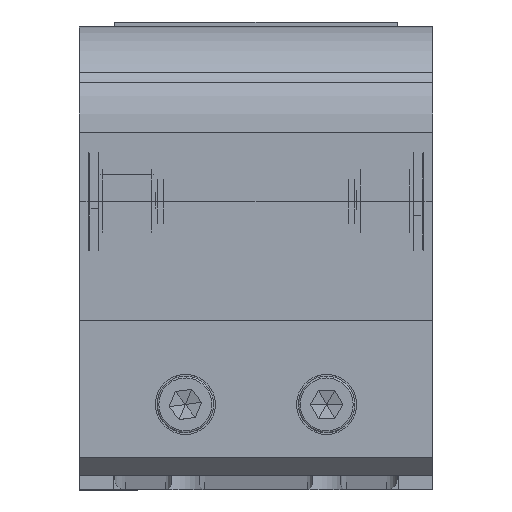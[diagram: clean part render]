
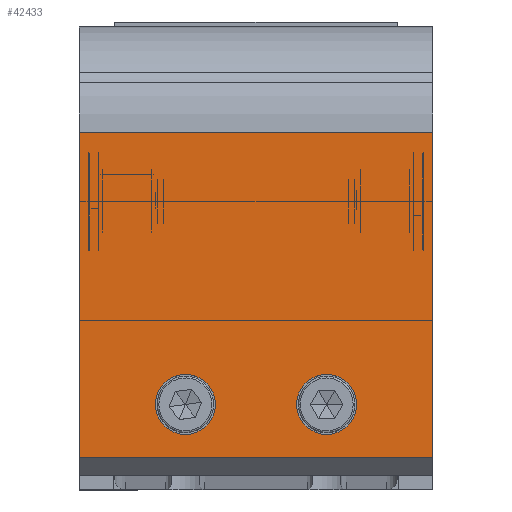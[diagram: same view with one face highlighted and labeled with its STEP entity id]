
A CAD part, top view. The second image highlights one B-rep face of the part: STEP entity #42433.
In plain terms, the highlighted planar face has unit normal (0, 0, 1).
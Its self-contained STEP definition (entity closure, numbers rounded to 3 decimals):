
#1820 = CARTESIAN_POINT ( 'NONE',  ( 101.658, 295.108, 657.202 ) ) ;
#3635 = EDGE_CURVE ( 'NONE', #21338, #145717, #98596, .T. ) ;
#5358 = DIRECTION ( 'NONE',  ( -1., 0., 0. ) ) ;
#11625 = EDGE_LOOP ( 'NONE', ( #68174, #220587 ) ) ;
#15966 = CARTESIAN_POINT ( 'NONE',  ( 101.658, 203.108, 657.202 ) ) ;
#21086 = DIRECTION ( 'NONE',  ( -1., 0., 0. ) ) ;
#21147 = DIRECTION ( 'NONE',  ( 0., -1., 0. ) ) ;
#21338 = VERTEX_POINT ( 'NONE', #228462 ) ;
#24336 = CARTESIAN_POINT ( 'NONE',  ( 131.658, 218.108, 657.202 ) ) ;
#24428 = VERTEX_POINT ( 'NONE', #1820 ) ;
#24558 = VERTEX_POINT ( 'NONE', #186295 ) ;
#25968 = VERTEX_POINT ( 'NONE', #168472 ) ;
#29091 = AXIS2_PLACEMENT_3D ( 'NONE', #109220, #201363, #124024 ) ;
#31210 = VERTEX_POINT ( 'NONE', #15966 ) ;
#33069 = DIRECTION ( 'NONE',  ( 1., 0., 0. ) ) ;
#33666 = EDGE_LOOP ( 'NONE', ( #128491, #46707 ) ) ;
#37784 = VECTOR ( 'NONE', #5358, 1000. ) ;
#42049 = LINE ( 'NONE', #153803, #185569 ) ;
#42433 = ADVANCED_FACE ( 'NONE', ( #84678, #80995, #195338 ), #66235, .F. ) ;
#44596 = VECTOR ( 'NONE', #21147, 1000. ) ;
#46707 = ORIENTED_EDGE ( 'NONE', *, *, #144084, .F. ) ;
#59845 = VERTEX_POINT ( 'NONE', #133501 ) ;
#61258 = DIRECTION ( 'NONE',  ( 1., 0., 0. ) ) ;
#66235 = PLANE ( 'NONE',  #109677 ) ;
#66857 = DIRECTION ( 'NONE',  ( 1., 0., 0. ) ) ;
#68174 = ORIENTED_EDGE ( 'NONE', *, *, #106883, .F. ) ;
#68429 = CIRCLE ( 'NONE', #29091, 8.5 ) ;
#69318 = CIRCLE ( 'NONE', #116559, 8.5 ) ;
#71176 = DIRECTION ( 'NONE',  ( 0., 0., 1. ) ) ;
#77591 = LINE ( 'NONE', #209214, #44596 ) ;
#80995 = FACE_BOUND ( 'NONE', #11625, .T. ) ;
#83311 = CARTESIAN_POINT ( 'NONE',  ( 201.658, 295.108, 657.202 ) ) ;
#84678 = FACE_BOUND ( 'NONE', #33666, .T. ) ;
#86946 = EDGE_CURVE ( 'NONE', #24558, #222205, #77591, .T. ) ;
#93480 = EDGE_CURVE ( 'NONE', #222205, #31210, #128461, .T. ) ;
#94746 = AXIS2_PLACEMENT_3D ( 'NONE', #24336, #229735, #61258 ) ;
#98596 = CIRCLE ( 'NONE', #94746, 8.5 ) ;
#99706 = ORIENTED_EDGE ( 'NONE', *, *, #112673, .T. ) ;
#105604 = CARTESIAN_POINT ( 'NONE',  ( 201.658, 203.108, 657.202 ) ) ;
#106883 = EDGE_CURVE ( 'NONE', #59845, #25968, #171121, .T. ) ;
#109220 = CARTESIAN_POINT ( 'NONE',  ( 131.658, 218.108, 657.202 ) ) ;
#109677 = AXIS2_PLACEMENT_3D ( 'NONE', #105604, #235951, #182895 ) ;
#112673 = EDGE_CURVE ( 'NONE', #24558, #24428, #121460, .T. ) ;
#116559 = AXIS2_PLACEMENT_3D ( 'NONE', #130145, #71176, #33069 ) ;
#117476 = EDGE_LOOP ( 'NONE', ( #131079, #181381, #209037, #99706 ) ) ;
#121460 = LINE ( 'NONE', #83311, #192852 ) ;
#124024 = DIRECTION ( 'NONE',  ( 1., 0., 0. ) ) ;
#128285 = CARTESIAN_POINT ( 'NONE',  ( 123.158, 218.108, 657.202 ) ) ;
#128461 = LINE ( 'NONE', #203423, #37784 ) ;
#128491 = ORIENTED_EDGE ( 'NONE', *, *, #3635, .F. ) ;
#130145 = CARTESIAN_POINT ( 'NONE',  ( 171.658, 218.108, 657.202 ) ) ;
#131079 = ORIENTED_EDGE ( 'NONE', *, *, #143310, .T. ) ;
#133501 = CARTESIAN_POINT ( 'NONE',  ( 180.158, 218.108, 657.202 ) ) ;
#141730 = DIRECTION ( 'NONE',  ( 0., 0., 1. ) ) ;
#143310 = EDGE_CURVE ( 'NONE', #24428, #31210, #42049, .T. ) ;
#144084 = EDGE_CURVE ( 'NONE', #145717, #21338, #68429, .T. ) ;
#145717 = VERTEX_POINT ( 'NONE', #128285 ) ;
#153803 = CARTESIAN_POINT ( 'NONE',  ( 101.658, 203.108, 657.202 ) ) ;
#168472 = CARTESIAN_POINT ( 'NONE',  ( 163.158, 218.108, 657.202 ) ) ;
#168633 = DIRECTION ( 'NONE',  ( 0., -1., 0. ) ) ;
#171121 = CIRCLE ( 'NONE', #242015, 8.5 ) ;
#177268 = CARTESIAN_POINT ( 'NONE',  ( 201.658, 203.108, 657.202 ) ) ;
#181381 = ORIENTED_EDGE ( 'NONE', *, *, #93480, .F. ) ;
#182895 = DIRECTION ( 'NONE',  ( 0., 1., 0. ) ) ;
#185569 = VECTOR ( 'NONE', #168633, 1000. ) ;
#186295 = CARTESIAN_POINT ( 'NONE',  ( 201.658, 295.108, 657.202 ) ) ;
#192852 = VECTOR ( 'NONE', #21086, 1000. ) ;
#195338 = FACE_OUTER_BOUND ( 'NONE', #117476, .T. ) ;
#198341 = CARTESIAN_POINT ( 'NONE',  ( 171.658, 218.108, 657.202 ) ) ;
#201363 = DIRECTION ( 'NONE',  ( 0., 0., 1. ) ) ;
#203423 = CARTESIAN_POINT ( 'NONE',  ( 201.658, 203.108, 657.202 ) ) ;
#209037 = ORIENTED_EDGE ( 'NONE', *, *, #86946, .F. ) ;
#209214 = CARTESIAN_POINT ( 'NONE',  ( 201.658, 203.108, 657.202 ) ) ;
#220587 = ORIENTED_EDGE ( 'NONE', *, *, #234257, .F. ) ;
#222205 = VERTEX_POINT ( 'NONE', #177268 ) ;
#228462 = CARTESIAN_POINT ( 'NONE',  ( 140.158, 218.108, 657.202 ) ) ;
#229735 = DIRECTION ( 'NONE',  ( 0., 0., 1. ) ) ;
#234257 = EDGE_CURVE ( 'NONE', #25968, #59845, #69318, .T. ) ;
#235951 = DIRECTION ( 'NONE',  ( 0., 0., -1. ) ) ;
#242015 = AXIS2_PLACEMENT_3D ( 'NONE', #198341, #141730, #66857 ) ;
